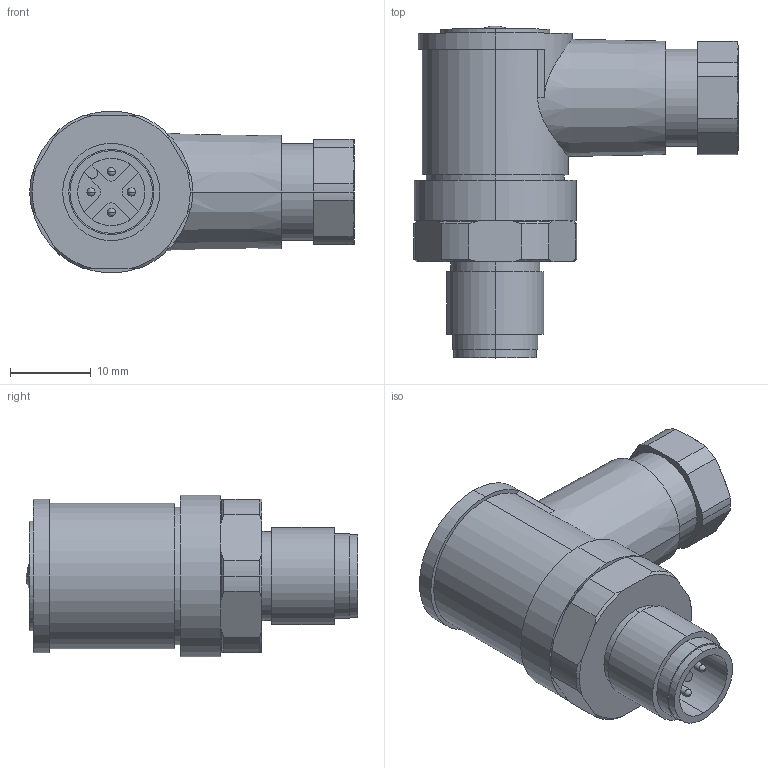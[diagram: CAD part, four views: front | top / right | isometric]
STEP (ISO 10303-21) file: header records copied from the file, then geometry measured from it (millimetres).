
FILE_DESCRIPTION(('SolidDesigner STEP Export'),'2;1');
FILE_NAME('1553200.stp','2008-07-28T10:01:47',(''),(''),'OneSpace Designer STEP processor for AP214 (Solid Model)','OneSpace Designer 14.50 18-Oct-2006 (C) CoCreate Software GmbH','');
FILE_SCHEMA(('AUTOMOTIVE_DESIGN { 1 0 10303 214 1 1 1 1 }'));
Length unit declared in the file: millimetre
Products named in the file (1): 1553200
Bounding box: 40.05 x 41 x 20 mm (x, y, z)
Volume: 11115.7 mm3; surface area: 4698.2 mm2
Topology: 1 solids, 1 shells, 150 faces, 384 edges, 247 vertices
Faces by surface type: cylinder 65, plane 49, cone 26, sphere 10
Entity records: 4545 total; most frequent: CARTESIAN_POINT 1269, ORIENTED_EDGE 752, DIRECTION 610, EDGE_CURVE 376, VERTEX_POINT 247, AXIS2_PLACEMENT_3D 227, EDGE_LOOP 169, VECTOR 156
